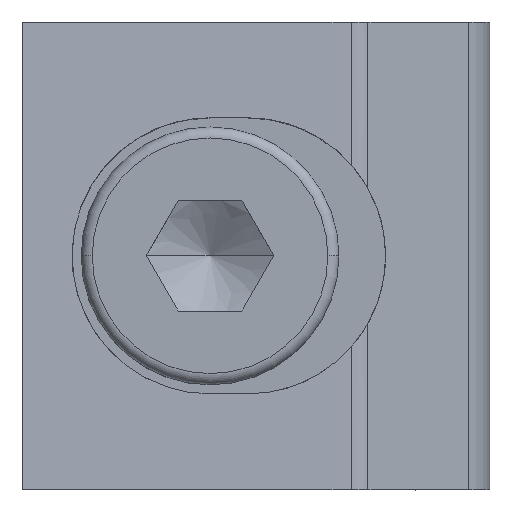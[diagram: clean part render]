
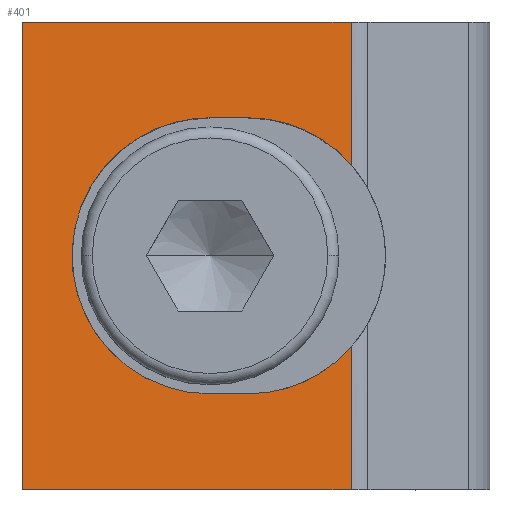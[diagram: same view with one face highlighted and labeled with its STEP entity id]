
A CAD part, top view. The second image highlights one B-rep face of the part: STEP entity #401.
In plain terms, the highlighted planar face has unit normal (0.108, 0, 0.994).
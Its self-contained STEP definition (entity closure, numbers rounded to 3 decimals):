
#345=VERTEX_POINT('',#950);
#375=VERTEX_POINT('',#983);
#377=VERTEX_POINT('',#985);
#397=VERTEX_POINT('',#1007);
#401=ADVANCED_FACE('',(#1011),#1012,.T.);
#407=VERTEX_POINT('',#1019);
#453=EDGE_CURVE('',#345,#529,#1070,.T.);
#529=VERTEX_POINT('',#1154);
#537=EDGE_CURVE('',#897,#877,#1162,.T.);
#551=EDGE_CURVE('',#529,#899,#1176,.T.);
#553=EDGE_CURVE('',#407,#897,#1178,.T.);
#555=EDGE_CURVE('',#375,#377,#1180,.T.);
#557=VERTEX_POINT('',#1182);
#627=EDGE_CURVE('',#877,#397,#1257,.T.);
#663=EDGE_CURVE('',#397,#557,#1298,.T.);
#683=EDGE_CURVE('',#557,#377,#1319,.T.);
#695=EDGE_CURVE('',#899,#407,#1333,.T.);
#807=EDGE_CURVE('',#375,#345,#1460,.T.);
#877=VERTEX_POINT('',#1537);
#897=VERTEX_POINT('',#1559);
#899=VERTEX_POINT('',#1561);
#950=CARTESIAN_POINT('',(1.02,-3.75,6.735));
#983=CARTESIAN_POINT('',(3.83,-2.483,6.429));
#985=CARTESIAN_POINT('',(3.83,-6.35,6.429));
#1007=CARTESIAN_POINT('',(-5.1,6.35,7.4));
#1011=FACE_OUTER_BOUND('',#1686,.T.);
#1012=PLANE('',#1687);
#1019=CARTESIAN_POINT('',(1.02,3.75,6.735));
#1070=LINE('',#1777,#1778);
#1154=CARTESIAN_POINT('',(0.,-3.75,6.846));
#1162=LINE('',#1926,#1927);
#1176=ELLIPSE('',#1954,3.772,3.75);
#1178=ELLIPSE('',#1957,3.772,3.75);
#1180=LINE('',#1960,#1961);
#1182=CARTESIAN_POINT('',(-5.1,-6.35,7.4));
#1257=LINE('',#2085,#2086);
#1298=LINE('',#2140,#2141);
#1319=LINE('',#2169,#2170);
#1333=LINE('',#2189,#2190);
#1460=ELLIPSE('',#2373,3.772,3.75);
#1537=CARTESIAN_POINT('',(3.83,6.35,6.429));
#1559=CARTESIAN_POINT('',(3.83,2.483,6.429));
#1561=CARTESIAN_POINT('',(0.,3.75,6.846));
#1686=EDGE_LOOP('',(#2625,#2626,#2627,#2628,#2629,#2630,#2631,#2632,#2633,#2634));
#1687=AXIS2_PLACEMENT_3D('',#2635,#2636,#2637);
#1777=CARTESIAN_POINT('',(-1.839,-3.75,7.046));
#1778=VECTOR('',#2714,1.0);
#1926=CARTESIAN_POINT('',(3.83,0.,6.429));
#1927=VECTOR('',#2817,1.0);
#1954=AXIS2_PLACEMENT_3D('',#2822,#2823,#2824);
#1957=AXIS2_PLACEMENT_3D('',#2825,#2826,#2827);
#1960=CARTESIAN_POINT('',(3.83,0.,6.429));
#1961=VECTOR('',#2828,1.0);
#2085=CARTESIAN_POINT('',(3.83,6.35,6.429));
#2086=VECTOR('',#2910,1.0);
#2140=CARTESIAN_POINT('',(-5.1,0.,7.4));
#2141=VECTOR('',#2974,1.0);
#2169=CARTESIAN_POINT('',(3.83,-6.35,6.429));
#2170=VECTOR('',#2991,1.0);
#2189=CARTESIAN_POINT('',(2.122,3.75,6.615));
#2190=VECTOR('',#3002,1.0);
#2373=AXIS2_PLACEMENT_3D('',#3167,#3168,#3169);
#2625=ORIENTED_EDGE('',*,*,#551,.T.);
#2626=ORIENTED_EDGE('',*,*,#695,.T.);
#2627=ORIENTED_EDGE('',*,*,#553,.T.);
#2628=ORIENTED_EDGE('',*,*,#537,.T.);
#2629=ORIENTED_EDGE('',*,*,#627,.T.);
#2630=ORIENTED_EDGE('',*,*,#663,.T.);
#2631=ORIENTED_EDGE('',*,*,#683,.T.);
#2632=ORIENTED_EDGE('',*,*,#555,.F.);
#2633=ORIENTED_EDGE('',*,*,#807,.T.);
#2634=ORIENTED_EDGE('',*,*,#453,.T.);
#2635=CARTESIAN_POINT('',(-5.1,0.,7.4));
#2636=DIRECTION('',(0.108,0.,0.994));
#2637=DIRECTION('',(0.0,-1.0,0.));
#2714=DIRECTION('',(-0.994,0.,0.108));
#2817=DIRECTION('',(0.0,1.0,0.));
#2822=CARTESIAN_POINT('',(0.,0.,6.846));
#2823=DIRECTION('',(-0.108,0.,-0.994));
#2824=DIRECTION('',(-0.994,0.,0.108));
#2825=CARTESIAN_POINT('',(1.02,0.,6.735));
#2826=DIRECTION('',(-0.108,0.,-0.994));
#2827=DIRECTION('',(0.994,0.,-0.108));
#2828=DIRECTION('',(0.0,-1.0,0.));
#2910=DIRECTION('',(-0.994,0.,0.108));
#2974=DIRECTION('',(0.0,-1.0,0.));
#2991=DIRECTION('',(0.994,0.,-0.108));
#3002=DIRECTION('',(0.994,0.,-0.108));
#3167=CARTESIAN_POINT('',(1.02,0.,6.735));
#3168=DIRECTION('',(-0.108,0.,-0.994));
#3169=DIRECTION('',(0.994,0.,-0.108));
